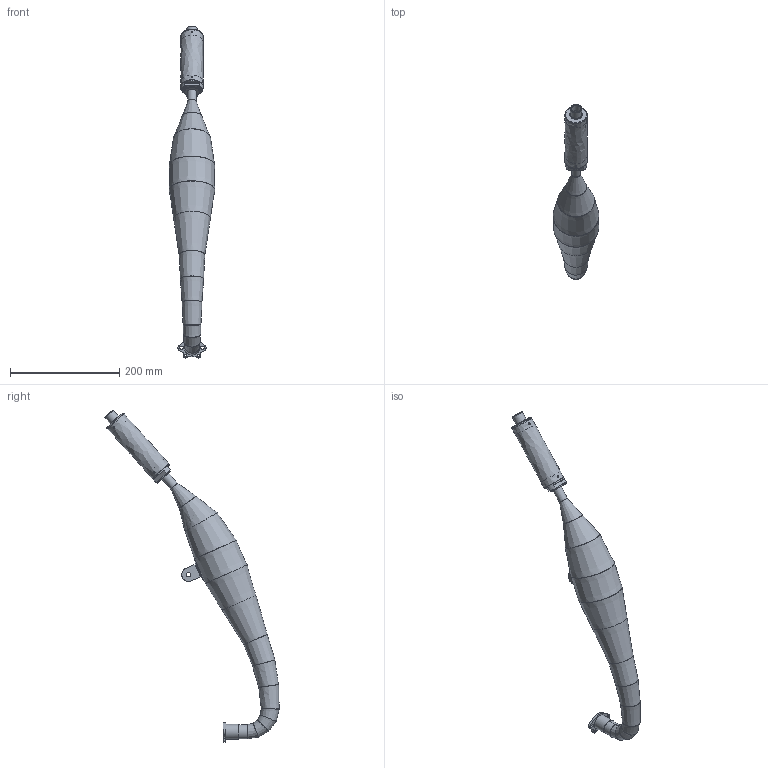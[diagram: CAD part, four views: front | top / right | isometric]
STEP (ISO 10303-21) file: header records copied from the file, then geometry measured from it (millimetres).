
FILE_DESCRIPTION(('FreeCAD Model'),'2;1');
FILE_NAME('Open CASCADE Shape Model','2025-05-04T02:21:50',('FreeCAD'),( 'FreeCAD'),'Open CASCADE STEP processor 7.6','FreeCAD','Unknown');
FILE_SCHEMA(('AUTOMOTIVE_DESIGN { 1 0 10303 214 1 1 1 1 }'));
Length unit declared in the file: millimetre
Products named in the file (1): Open CASCADE STEP translator 7.6 1
Bounding box: 83.65 x 319.64 x 608.77 mm (x, y, z)
Volume: 136206.1 mm3; surface area: 241638.7 mm2
Topology: 22 solids, 22 shells, 243 faces, 605 edges, 417 vertices
Faces by surface type: bspline 243
Entity records: 16722 total; most frequent: CARTESIAN_POINT 12991, ORIENTED_EDGE 1210, EDGE_CURVE 605, B_SPLINE_CURVE_WITH_KNOTS 422, VERTEX_POINT 417, FACE_BOUND 306, EDGE_LOOP 306, ADVANCED_FACE 243
